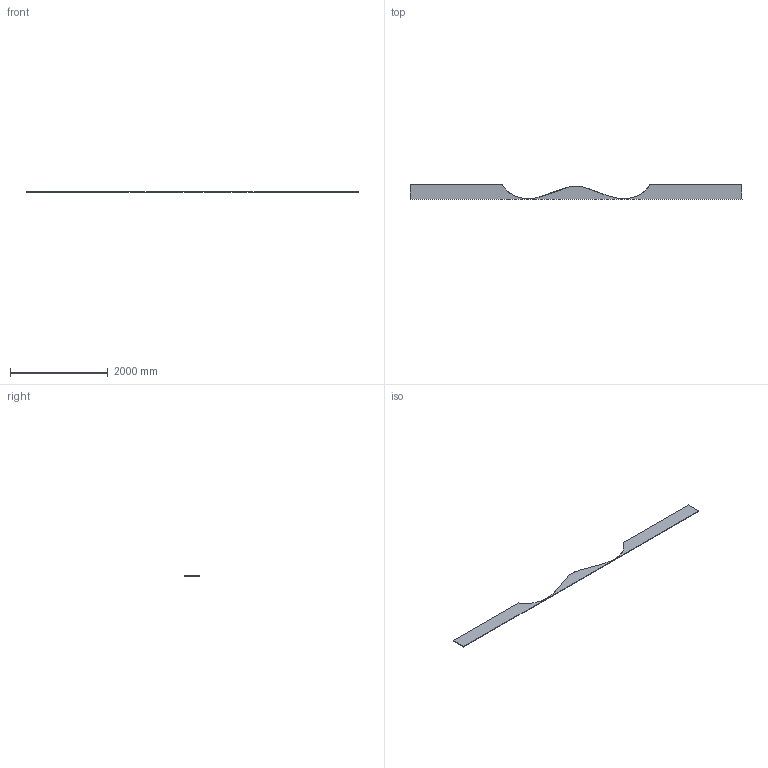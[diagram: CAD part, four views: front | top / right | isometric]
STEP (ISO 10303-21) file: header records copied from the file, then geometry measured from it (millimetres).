
FILE_DESCRIPTION((''),'2;1');
FILE_NAME('Part4.stp','2018-06-26T11:18:27',('Mikes'),(''),'Autodesk Inventor 2010','Autodesk Inventor 2010','');
FILE_SCHEMA(('AUTOMOTIVE_DESIGN { 1 0 10303 214 1 1 1 1 }'));
Length unit declared in the file: millimetre
Products named in the file (1): Part4
Bounding box: 6775.93 x 300 x 12 mm (x, y, z)
Volume: 17918434.7 mm3; surface area: 3158529.5 mm2
Topology: 1 solids, 1 shells, 8 faces, 18 edges, 12 vertices
Faces by surface type: plane 6, bspline 2
Entity records: 414 total; most frequent: CARTESIAN_POINT 217, ORIENTED_EDGE 36, DIRECTION 28, EDGE_CURVE 18, VECTOR 14, LINE 14, VERTEX_POINT 12, EDGE_LOOP 8
